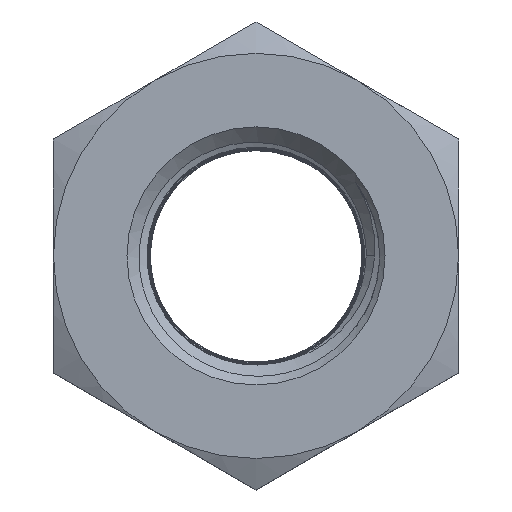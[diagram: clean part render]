
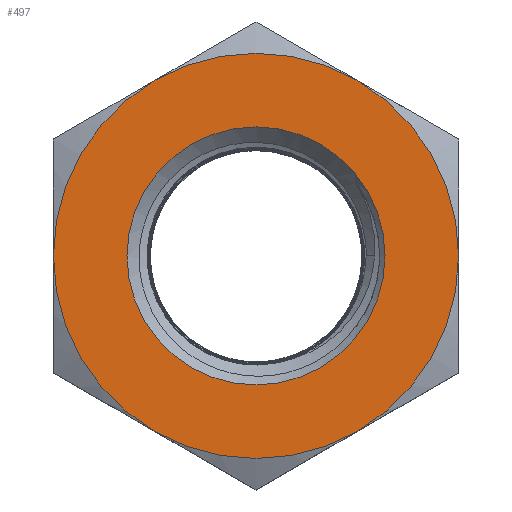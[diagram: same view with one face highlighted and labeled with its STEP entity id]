
A CAD part, top view. The second image highlights one B-rep face of the part: STEP entity #497.
In plain terms, the highlighted planar face has unit normal (0, 0, 1).
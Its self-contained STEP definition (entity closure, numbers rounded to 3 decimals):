
#203=ORIENTED_EDGE('',*,*,#299,.F.);
#204=ORIENTED_EDGE('',*,*,#286,.T.);
#205=ORIENTED_EDGE('',*,*,#287,.T.);
#206=ORIENTED_EDGE('',*,*,#283,.T.);
#207=ORIENTED_EDGE('',*,*,#282,.T.);
#208=ORIENTED_EDGE('',*,*,#284,.T.);
#209=ORIENTED_EDGE('',*,*,#285,.T.);
#282=EDGE_CURVE('',#334,#337,#365,.T.);
#283=EDGE_CURVE('',#335,#334,#366,.T.);
#284=EDGE_CURVE('',#337,#339,#367,.T.);
#285=EDGE_CURVE('',#339,#340,#368,.T.);
#286=EDGE_CURVE('',#340,#327,#369,.T.);
#287=EDGE_CURVE('',#327,#335,#370,.T.);
#299=EDGE_CURVE('',#349,#349,#372,.T.);
#327=VERTEX_POINT('',#754);
#334=VERTEX_POINT('',#808);
#335=VERTEX_POINT('',#818);
#337=VERTEX_POINT('',#830);
#339=VERTEX_POINT('',#842);
#340=VERTEX_POINT('',#852);
#349=VERTEX_POINT('',#4123);
#365=CIRCLE('',#541,17.463);
#366=CIRCLE('',#543,17.463);
#367=CIRCLE('',#545,17.463);
#368=CIRCLE('',#547,17.463);
#369=CIRCLE('',#549,17.463);
#370=CIRCLE('',#551,17.463);
#372=CIRCLE('',#554,11.122);
#405=EDGE_LOOP('',(#203));
#406=EDGE_LOOP('',(#204,#205,#206,#207,#208,#209));
#447=FACE_BOUND('',#405,.T.);
#448=FACE_BOUND('',#406,.T.);
#470=PLANE('',#557);
#497=ADVANCED_FACE('',(#447,#448),#470,.T.);
#541=AXIS2_PLACEMENT_3D('',#858,#619,#620);
#543=AXIS2_PLACEMENT_3D('',#860,#623,#624);
#545=AXIS2_PLACEMENT_3D('',#862,#627,#628);
#547=AXIS2_PLACEMENT_3D('',#864,#631,#632);
#549=AXIS2_PLACEMENT_3D('',#866,#635,#636);
#551=AXIS2_PLACEMENT_3D('',#868,#639,#640);
#554=AXIS2_PLACEMENT_3D('',#4122,#645,#646);
#557=AXIS2_PLACEMENT_3D('',#4126,#651,#652);
#619=DIRECTION('',(0.,0.,1.));
#620=DIRECTION('',(1.,0.,0.));
#623=DIRECTION('',(0.,0.,1.));
#624=DIRECTION('',(1.,0.,0.));
#627=DIRECTION('',(0.,0.,1.));
#628=DIRECTION('',(1.,0.,0.));
#631=DIRECTION('',(0.,0.,1.));
#632=DIRECTION('',(1.,0.,0.));
#635=DIRECTION('',(0.,0.,1.));
#636=DIRECTION('',(1.,0.,0.));
#639=DIRECTION('',(0.,0.,1.));
#640=DIRECTION('',(1.,0.,0.));
#645=DIRECTION('',(0.,0.,1.));
#646=DIRECTION('',(1.,0.,0.));
#651=DIRECTION('',(0.,0.,1.));
#652=DIRECTION('',(1.,0.,0.));
#754=CARTESIAN_POINT('',(17.463,0.,14.684));
#808=CARTESIAN_POINT('',(-8.731,15.123,14.684));
#818=CARTESIAN_POINT('',(8.731,15.123,14.684));
#830=CARTESIAN_POINT('',(-17.463,0.,14.684));
#842=CARTESIAN_POINT('',(-8.731,-15.123,14.684));
#852=CARTESIAN_POINT('',(8.731,-15.123,14.684));
#858=CARTESIAN_POINT('',(0.,0.,14.684));
#860=CARTESIAN_POINT('',(0.,0.,14.684));
#862=CARTESIAN_POINT('',(0.,0.,14.684));
#864=CARTESIAN_POINT('',(0.,0.,14.684));
#866=CARTESIAN_POINT('',(0.,0.,14.684));
#868=CARTESIAN_POINT('',(0.,0.,14.684));
#4122=CARTESIAN_POINT('',(0.,0.,14.684));
#4123=CARTESIAN_POINT('',(11.122,0.,14.684));
#4126=CARTESIAN_POINT('',(0.,0.,14.684));
